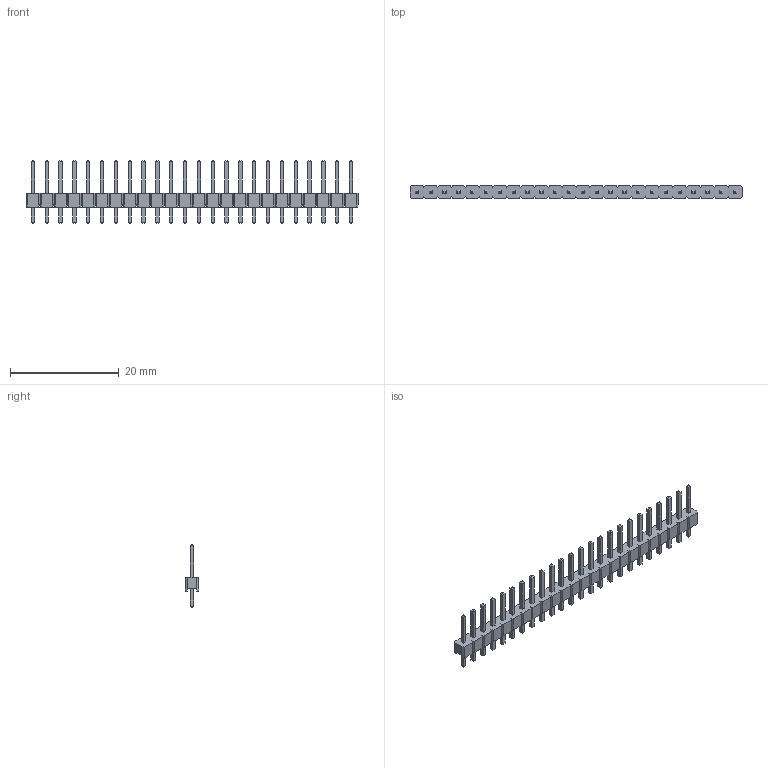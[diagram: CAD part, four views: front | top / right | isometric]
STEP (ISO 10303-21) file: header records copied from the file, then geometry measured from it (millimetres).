
FILE_DESCRIPTION(/* description */ ('Unknown'),/* implementation_level */ '2;1');
FILE_NAME(/* name */ 'J_Wurth_WR-PHD_61302411121',/* time_stamp */ '2025-04-02T11:27:50+08:00',/* author */ ('Unknown'),/* organization */ ('Unknown'),/* preprocessor_version */ 'ST-DEVELOPER v19.4',/* originating_system */ 'Solid Edge',/* authorisation */ 'Unknown');
FILE_SCHEMA (('AUTOMOTIVE_DESIGN {1 0 10303 214 3 1 1}'));
Length unit declared in the file: millimetre
Products named in the file (2): J_Wurth_WR-PHD_61302411121
Assembly tree (1 placements, depth 2):
  J_Wurth_WR-PHD_61302411121
    J_Wurth_WR-PHD_61302411121
Bounding box: 60.96 x 2.54 x 11.54 mm (x, y, z)
Volume: 414.8 mm3; surface area: 1306 mm2
Topology: 1 solids, 1 shells, 676 faces, 1686 edges, 1060 vertices
Faces by surface type: plane 676
Entity records: 24209 total; most frequent: CARTESIAN_POINT 3424, ORIENTED_EDGE 3372, DIRECTION 3042, EDGE_CURVE 1686, LINE 1686, VECTOR 1686, VERTEX_POINT 1060, EDGE_LOOP 724
